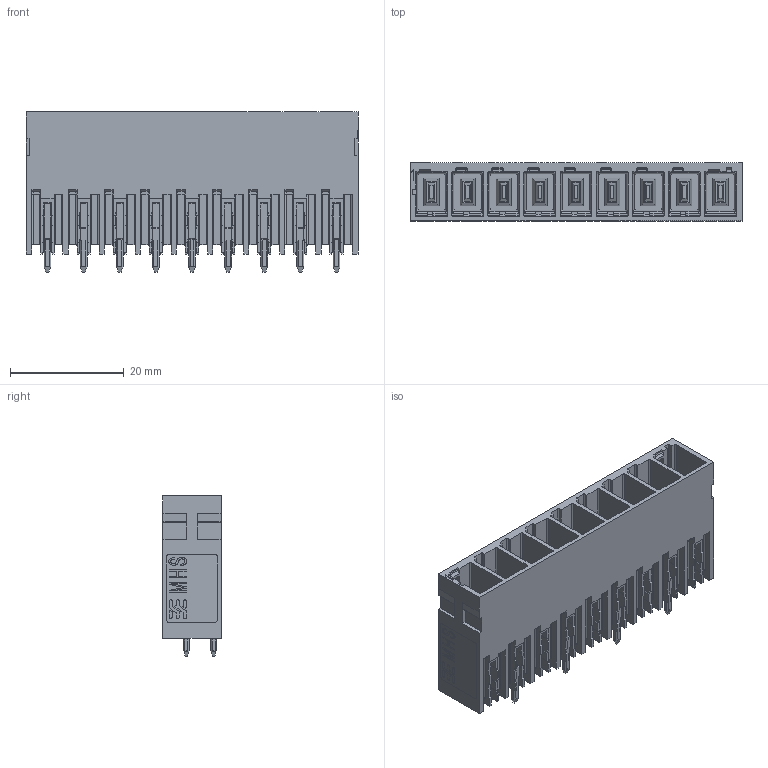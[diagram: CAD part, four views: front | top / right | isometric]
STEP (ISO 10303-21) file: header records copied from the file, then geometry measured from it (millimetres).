
FILE_DESCRIPTION(('CATIA V5 STEP Exchange','CAx-IF Rec.Pracs.--- Model Styling and Organization---1.5--- 2016-08-15','CAx-IF Rec.Pracs.---Supplemental Geometry---1.0---2011-11-01','CAx-IF Rec.Pracs.--- Composite Materials ---1.1---2010-07-15'),'2;1');
FILE_NAME ('2097152-1_2', '2025-04-25T10:47:19+00:00', ('none'), ('Weidmueller'), 'CATIA Version 5-6 Release 2022 SP4 HF5', 'CATIA V5 STEP AP214 v3', 'none');
FILE_SCHEMA(('AUTOMOTIVE_DESIGN { 1 0 10303 214 1 1 1 1 }'));
Products named in the file (1): 3106960000
Bounding box: 58.35 x 10.2 x 28.2 mm (x, y, z)
Volume: 6933.7 mm3; surface area: 14425.4 mm2
Topology: 1 solids, 1 shells, 2460 faces, 7053 edges, 4599 vertices
Faces by surface type: plane 1943, cylinder 411, bspline 38, extrusion 36, sphere 32
Entity records: 76710 total; most frequent: CARTESIAN_POINT 17650, ORIENTED_EDGE 14042, DIRECTION 8351, EDGE_CURVE 7021, VECTOR 5797, LINE 5761, VERTEX_POINT 4599, EDGE_LOOP 2500
